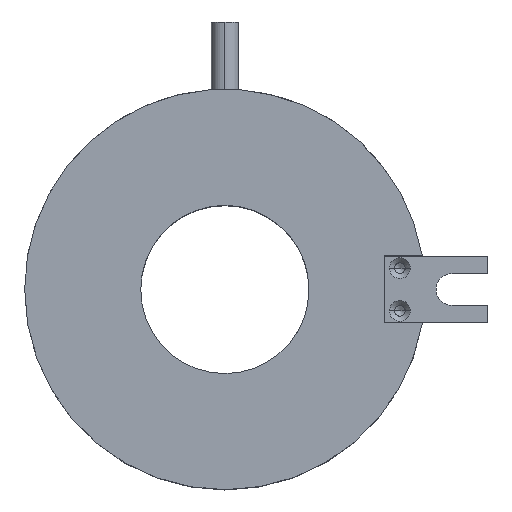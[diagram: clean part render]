
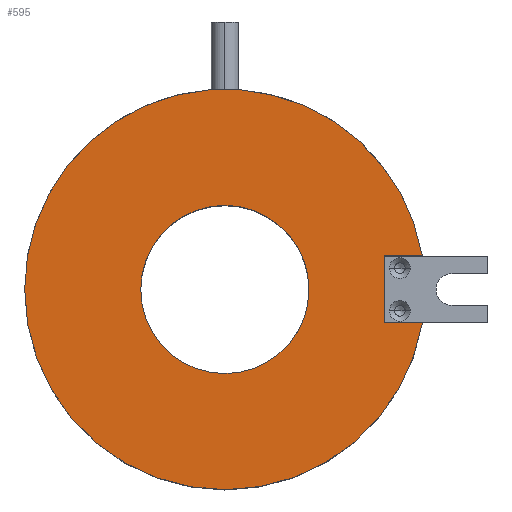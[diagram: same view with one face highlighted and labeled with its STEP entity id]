
A CAD part, top view. The second image highlights one B-rep face of the part: STEP entity #595.
In plain terms, the highlighted planar face has unit normal (0, 0, 1).
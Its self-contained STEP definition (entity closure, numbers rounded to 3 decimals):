
#34 = CARTESIAN_POINT ( 'NONE',  ( -25., 0., 64.8 ) ) ;
#90 = ORIENTED_EDGE ( 'NONE', *, *, #1910, .F. ) ;
#94 = CARTESIAN_POINT ( 'NONE',  ( 0., 59.3, 64.8 ) ) ;
#96 = CARTESIAN_POINT ( 'NONE',  ( -59.5, 0., 64.8 ) ) ;
#117 = VERTEX_POINT ( 'NONE', #2096 ) ;
#131 = CARTESIAN_POINT ( 'NONE',  ( 58.662, 9.95, 64.8 ) ) ;
#134 = VERTEX_POINT ( 'NONE', #969 ) ;
#154 = FACE_BOUND ( 'NONE', #1790, .T. ) ;
#207 = EDGE_CURVE ( 'NONE', #2035, #1452, #1955, .T. ) ;
#256 = AXIS2_PLACEMENT_3D ( 'NONE', #1253, #929, #758 ) ;
#299 = CIRCLE ( 'NONE', #2042, 25. ) ;
#300 = VERTEX_POINT ( 'NONE', #2179 ) ;
#301 = CARTESIAN_POINT ( 'NONE',  ( -4.874, 59.3, 64.8 ) ) ;
#304 = AXIS2_PLACEMENT_3D ( 'NONE', #1031, #1024, #1018 ) ;
#319 = ORIENTED_EDGE ( 'NONE', *, *, #2084, .T. ) ;
#323 = DIRECTION ( 'NONE',  ( 1., 0., 0. ) ) ;
#335 = AXIS2_PLACEMENT_3D ( 'NONE', #881, #876, #863 ) ;
#353 = CARTESIAN_POINT ( 'NONE',  ( 47.3, 9.75, 64.8 ) ) ;
#355 = ORIENTED_EDGE ( 'NONE', *, *, #1463, .T. ) ;
#360 = CARTESIAN_POINT ( 'NONE',  ( 0., 9.95, 64.8 ) ) ;
#383 = DIRECTION ( 'NONE',  ( 1., 0., 0. ) ) ;
#386 = DIRECTION ( 'NONE',  ( -1., 0., 0. ) ) ;
#390 = DIRECTION ( 'NONE',  ( 0., 0., 1. ) ) ;
#394 = CARTESIAN_POINT ( 'NONE',  ( 0., 0., 64.8 ) ) ;
#481 = CARTESIAN_POINT ( 'NONE',  ( 47.3, -9.95, 64.8 ) ) ;
#545 = AXIS2_PLACEMENT_3D ( 'NONE', #394, #390, #383 ) ;
#566 = ORIENTED_EDGE ( 'NONE', *, *, #207, .F. ) ;
#595 = ADVANCED_FACE ( 'NONE', ( #154, #1486 ), #832, .T. ) ;
#665 = VECTOR ( 'NONE', #386, 1000. ) ;
#668 = CIRCLE ( 'NONE', #304, 25. ) ;
#732 = CARTESIAN_POINT ( 'NONE',  ( 47.3, 9.95, 64.8 ) ) ;
#744 = AXIS2_PLACEMENT_3D ( 'NONE', #799, #789, #780 ) ;
#747 = VERTEX_POINT ( 'NONE', #301 ) ;
#758 = DIRECTION ( 'NONE',  ( 1., 0., 0. ) ) ;
#780 = DIRECTION ( 'NONE',  ( 1., 0., 0. ) ) ;
#789 = DIRECTION ( 'NONE',  ( 0., 0., 1. ) ) ;
#799 = CARTESIAN_POINT ( 'NONE',  ( 0., 0., 64.8 ) ) ;
#803 = VERTEX_POINT ( 'NONE', #96 ) ;
#809 = EDGE_LOOP ( 'NONE', ( #1201, #1059, #319, #1987, #90, #566, #1282 ) ) ;
#832 = PLANE ( 'NONE',  #335 ) ;
#838 = EDGE_CURVE ( 'NONE', #117, #747, #2047, .T. ) ;
#863 = DIRECTION ( 'NONE',  ( 1., 0., 0. ) ) ;
#876 = DIRECTION ( 'NONE',  ( 0., 0., 1. ) ) ;
#881 = CARTESIAN_POINT ( 'NONE',  ( 0., 0., 64.8 ) ) ;
#891 = VECTOR ( 'NONE', #323, 1000. ) ;
#929 = DIRECTION ( 'NONE',  ( 0., 0., 1. ) ) ;
#969 = CARTESIAN_POINT ( 'NONE',  ( 25., 0., 64.8 ) ) ;
#1018 = DIRECTION ( 'NONE',  ( -1., 0., 0. ) ) ;
#1024 = DIRECTION ( 'NONE',  ( 0., 0., -1. ) ) ;
#1031 = CARTESIAN_POINT ( 'NONE',  ( 0., 0., 64.8 ) ) ;
#1057 = DIRECTION ( 'NONE',  ( 0., 0., -1. ) ) ;
#1059 = ORIENTED_EDGE ( 'NONE', *, *, #838, .T. ) ;
#1170 = EDGE_CURVE ( 'NONE', #803, #300, #1210, .T. ) ;
#1201 = ORIENTED_EDGE ( 'NONE', *, *, #1242, .T. ) ;
#1210 = CIRCLE ( 'NONE', #744, 59.5 ) ;
#1242 = EDGE_CURVE ( 'NONE', #1309, #117, #1591, .T. ) ;
#1253 = CARTESIAN_POINT ( 'NONE',  ( 0., 0., 64.8 ) ) ;
#1282 = ORIENTED_EDGE ( 'NONE', *, *, #2143, .F. ) ;
#1309 = VERTEX_POINT ( 'NONE', #131 ) ;
#1382 = VERTEX_POINT ( 'NONE', #34 ) ;
#1407 = CIRCLE ( 'NONE', #256, 59.5 ) ;
#1452 = VERTEX_POINT ( 'NONE', #1654 ) ;
#1463 = EDGE_CURVE ( 'NONE', #134, #1382, #299, .T. ) ;
#1486 = FACE_OUTER_BOUND ( 'NONE', #809, .T. ) ;
#1545 = CARTESIAN_POINT ( 'NONE',  ( 0., 0., 64.8 ) ) ;
#1565 = VECTOR ( 'NONE', #1863, 1000. ) ;
#1591 = CIRCLE ( 'NONE', #545, 59.5 ) ;
#1622 = VECTOR ( 'NONE', #2031, 1000. ) ;
#1654 = CARTESIAN_POINT ( 'NONE',  ( 47.3, -9.95, 64.8 ) ) ;
#1790 = EDGE_LOOP ( 'NONE', ( #1940, #355 ) ) ;
#1813 = DIRECTION ( 'NONE',  ( -1., 0., 0. ) ) ;
#1863 = DIRECTION ( 'NONE',  ( 0., -1., 0. ) ) ;
#1910 = EDGE_CURVE ( 'NONE', #1452, #300, #2153, .T. ) ;
#1940 = ORIENTED_EDGE ( 'NONE', *, *, #1977, .T. ) ;
#1955 = LINE ( 'NONE', #353, #1565 ) ;
#1977 = EDGE_CURVE ( 'NONE', #1382, #134, #668, .T. ) ;
#1987 = ORIENTED_EDGE ( 'NONE', *, *, #1170, .T. ) ;
#2031 = DIRECTION ( 'NONE',  ( -1., 0., 0. ) ) ;
#2035 = VERTEX_POINT ( 'NONE', #732 ) ;
#2041 = LINE ( 'NONE', #360, #665 ) ;
#2042 = AXIS2_PLACEMENT_3D ( 'NONE', #1545, #1057, #1813 ) ;
#2047 = LINE ( 'NONE', #94, #1622 ) ;
#2084 = EDGE_CURVE ( 'NONE', #747, #803, #1407, .T. ) ;
#2096 = CARTESIAN_POINT ( 'NONE',  ( 4.874, 59.3, 64.8 ) ) ;
#2143 = EDGE_CURVE ( 'NONE', #1309, #2035, #2041, .T. ) ;
#2153 = LINE ( 'NONE', #481, #891 ) ;
#2179 = CARTESIAN_POINT ( 'NONE',  ( 58.662, -9.95, 64.8 ) ) ;
